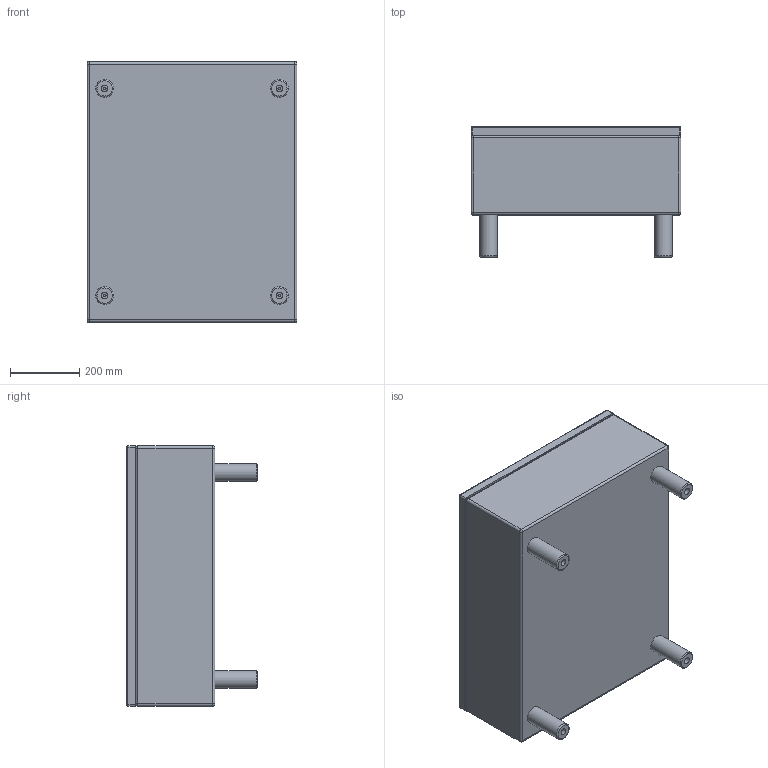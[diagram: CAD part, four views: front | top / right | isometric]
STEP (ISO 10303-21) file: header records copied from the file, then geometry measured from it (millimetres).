
FILE_DESCRIPTION(/* description */ (''),/* implementation_level */ '2;1');
FILE_NAME(/* name */ 'AST10.stp',/* time_stamp */ '2015-03-19T12:35:07-04:00',/* author */ ('jbosley'),/* organization */ (''),/* preprocessor_version */ 'ST-DEVELOPER v15.6',/* originating_system */ 'Autodesk Inventor 2015',/* authorisation */ '');
FILE_SCHEMA (('AUTOMOTIVE_DESIGN { 1 0 10303 214 3 1 1 }'));
Length unit declared in the file: inch
Products named in the file (4): AS10BT UBASE; AS10BT Table; LEG RD2X5 PLT; AST10
Bounding box: 604.84 x 375.92 x 749.3 mm (x, y, z)
Volume: 115931521.3 mm3; surface area: 2597090.9 mm2
Topology: 6 solids, 6 shells, 72 faces, 128 edges, 72 vertices
Faces by surface type: cylinder 32, plane 24, sphere 12, torus 4
Full cylindrical faces by diameter (mm): 7.938 x4, 19.05 x4, 50.8 x4
Entity records: 1357 total; most frequent: DIRECTION 260, CARTESIAN_POINT 203, ORIENTED_EDGE 182, AXIS2_PLACEMENT_3D 108, EDGE_CURVE 91, EDGE_LOOP 58, FACE_OUTER_BOUND 51, VERTEX_POINT 51
